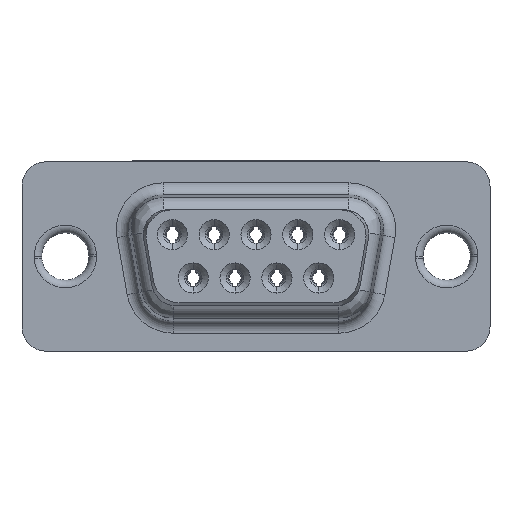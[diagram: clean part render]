
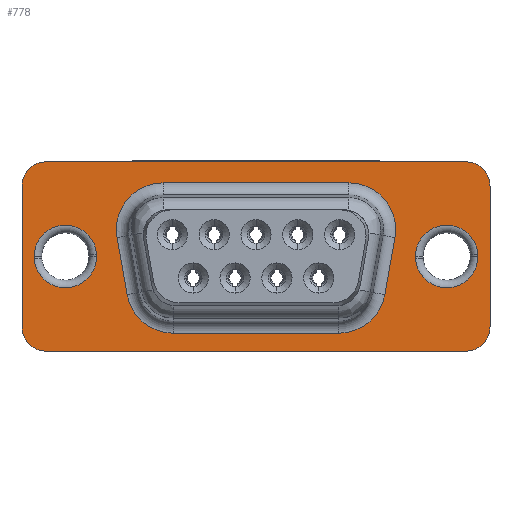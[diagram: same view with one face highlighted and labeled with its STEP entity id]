
A CAD part, top view. The second image highlights one B-rep face of the part: STEP entity #778.
In plain terms, the highlighted planar face has unit normal (0, 0, 1).
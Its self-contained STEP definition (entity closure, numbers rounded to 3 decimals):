
#778=ADVANCED_FACE('3843',(#3284,#3285,#3286,#3287),#3288,.F.);
#3284=FACE_OUTER_BOUND('',#7263,.T.);
#3285=FACE_BOUND('',#7264,.T.);
#3286=FACE_BOUND('',#7265,.T.);
#3287=FACE_BOUND('',#7266,.T.);
#3288=PLANE('',#7267);
#7263=EDGE_LOOP('',(#16080,#16081,#16082,#16083,#16084,#16085,#16086,#16087));
#7264=EDGE_LOOP('',(#16088,#16089,#16090,#16091,#16092,#16093,#16094,#16095));
#7265=EDGE_LOOP('',(#16096,#16097,#16098,#16099));
#7266=EDGE_LOOP('',(#16100,#16101,#16102,#16103));
#7267=AXIS2_PLACEMENT_3D('',#16104,#16105,#16106);
#16080=ORIENTED_EDGE('',*,*,#26723,.F.);
#16081=ORIENTED_EDGE('',*,*,#26726,.T.);
#16082=ORIENTED_EDGE('',*,*,#26729,.F.);
#16083=ORIENTED_EDGE('',*,*,#26675,.T.);
#16084=ORIENTED_EDGE('',*,*,#27019,.F.);
#16085=ORIENTED_EDGE('',*,*,#27020,.T.);
#16086=ORIENTED_EDGE('',*,*,#27021,.F.);
#16087=ORIENTED_EDGE('',*,*,#26712,.T.);
#16088=ORIENTED_EDGE('',*,*,#27022,.F.);
#16089=ORIENTED_EDGE('',*,*,#27023,.F.);
#16090=ORIENTED_EDGE('',*,*,#27024,.F.);
#16091=ORIENTED_EDGE('',*,*,#27025,.F.);
#16092=ORIENTED_EDGE('',*,*,#27026,.F.);
#16093=ORIENTED_EDGE('',*,*,#27027,.F.);
#16094=ORIENTED_EDGE('',*,*,#27028,.F.);
#16095=ORIENTED_EDGE('',*,*,#27029,.F.);
#16096=ORIENTED_EDGE('',*,*,#24742,.T.);
#16097=ORIENTED_EDGE('',*,*,#24475,.T.);
#16098=ORIENTED_EDGE('',*,*,#24740,.T.);
#16099=ORIENTED_EDGE('',*,*,#24479,.T.);
#16100=ORIENTED_EDGE('',*,*,#24630,.T.);
#16101=ORIENTED_EDGE('',*,*,#24627,.T.);
#16102=ORIENTED_EDGE('',*,*,#24744,.T.);
#16103=ORIENTED_EDGE('',*,*,#24471,.T.);
#16104=CARTESIAN_POINT('',(0.0,0.0,0.4));
#16105=DIRECTION('',(0.0,0.0,-1.0));
#16106=DIRECTION('',(0.0,-1.0,0.0));
#24471=EDGE_CURVE('5324',#28969,#28967,#28970,.T.);
#24475=EDGE_CURVE('5322',#28977,#28975,#28978,.T.);
#24479=EDGE_CURVE('5320',#28985,#28983,#28986,.T.);
#24627=EDGE_CURVE('5326',#29281,#29279,#29282,.T.);
#24630=EDGE_CURVE('5326',#28967,#29281,#29285,.T.);
#24740=EDGE_CURVE('5320',#28975,#28985,#29467,.T.);
#24742=EDGE_CURVE('5322',#28983,#28977,#29469,.T.);
#24744=EDGE_CURVE('5324',#29279,#28969,#29471,.T.);
#26675=EDGE_CURVE('5278',#32769,#32767,#32770,.T.);
#26712=EDGE_CURVE('5277',#32832,#32833,#32834,.T.);
#26723=EDGE_CURVE('5217',#32850,#32833,#32851,.T.);
#26726=EDGE_CURVE('5218',#32850,#32855,#32856,.T.);
#26729=EDGE_CURVE('5219',#32769,#32855,#32860,.T.);
#27019=EDGE_CURVE('5250',#33319,#32767,#33320,.T.);
#27020=EDGE_CURVE('5251',#33319,#33321,#33322,.T.);
#27021=EDGE_CURVE('5252',#32832,#33321,#33323,.T.);
#27022=EDGE_CURVE('5257',#33324,#33325,#33326,.T.);
#27023=EDGE_CURVE('5258',#33327,#33324,#33328,.T.);
#27024=EDGE_CURVE('5248',#33329,#33327,#33330,.T.);
#27025=EDGE_CURVE('5259',#33331,#33329,#33332,.T.);
#27026=EDGE_CURVE('5260',#33333,#33331,#33334,.T.);
#27027=EDGE_CURVE('5261',#33335,#33333,#33336,.T.);
#27028=EDGE_CURVE('5220',#33337,#33335,#33338,.T.);
#27029=EDGE_CURVE('5256',#33325,#33337,#33339,.T.);
#28967=VERTEX_POINT('',#36204);
#28969=VERTEX_POINT('',#36206);
#28970=CIRCLE('',#36207,2.051);
#28975=VERTEX_POINT('',#36212);
#28977=VERTEX_POINT('',#36214);
#28978=CIRCLE('',#36215,2.051);
#28983=VERTEX_POINT('',#36220);
#28985=VERTEX_POINT('',#36222);
#28986=CIRCLE('',#36223,2.051);
#29279=VERTEX_POINT('',#36714);
#29281=VERTEX_POINT('',#36716);
#29282=CIRCLE('',#36717,2.051);
#29285=CIRCLE('',#36720,2.051);
#29467=CIRCLE('',#37100,2.051);
#29469=CIRCLE('',#37102,2.051);
#29471=CIRCLE('',#37104,2.051);
#32767=VERTEX_POINT('',#46135);
#32769=VERTEX_POINT('',#46138);
#32770=LINE('',#46139,#46140);
#32832=VERTEX_POINT('',#46238);
#32833=VERTEX_POINT('',#46239);
#32834=LINE('',#46240,#46241);
#32850=VERTEX_POINT('',#46267);
#32851=CIRCLE('',#46268,1.6);
#32855=VERTEX_POINT('',#46273);
#32856=LINE('',#46274,#46275);
#32860=CIRCLE('',#46281,1.6);
#33319=VERTEX_POINT('',#47106);
#33320=CIRCLE('',#47107,1.6);
#33321=VERTEX_POINT('',#47108);
#33322=LINE('',#47109,#47110);
#33323=CIRCLE('',#47111,1.6);
#33324=VERTEX_POINT('',#47112);
#33325=VERTEX_POINT('',#47113);
#33326=LINE('',#47114,#47115);
#33327=VERTEX_POINT('',#47116);
#33328=CIRCLE('',#47117,3.057);
#33329=VERTEX_POINT('',#47118);
#33330=LINE('',#47119,#47120);
#33331=VERTEX_POINT('',#47121);
#33332=CIRCLE('',#47122,3.057);
#33333=VERTEX_POINT('',#47123);
#33334=LINE('',#47124,#47125);
#33335=VERTEX_POINT('',#47126);
#33336=CIRCLE('',#47127,3.057);
#33337=VERTEX_POINT('',#47128);
#33338=LINE('',#47129,#47130);
#33339=CIRCLE('',#47131,3.057);
#36204=CARTESIAN_POINT('',(14.546,0.0,0.4));
#36206=CARTESIAN_POINT('',(14.541,0.142,0.4));
#36207=AXIS2_PLACEMENT_3D('',#55459,#55460,#55461);
#36212=CARTESIAN_POINT('',(-14.546,0.0,0.4));
#36214=CARTESIAN_POINT('',(-14.541,-0.142,0.4));
#36215=AXIS2_PLACEMENT_3D('',#55471,#55472,#55473);
#36220=CARTESIAN_POINT('',(-10.444,0.0,0.4));
#36222=CARTESIAN_POINT('',(-10.449,0.142,0.4));
#36223=AXIS2_PLACEMENT_3D('',#55483,#55484,#55485);
#36714=CARTESIAN_POINT('',(10.444,0.0,0.4));
#36716=CARTESIAN_POINT('',(10.449,-0.142,0.4));
#36717=AXIS2_PLACEMENT_3D('',#55819,#55820,#55821);
#36720=AXIS2_PLACEMENT_3D('',#55828,#55829,#55830);
#37100=AXIS2_PLACEMENT_3D('',#56050,#56051,#56052);
#37102=AXIS2_PLACEMENT_3D('',#56056,#56057,#56058);
#37104=AXIS2_PLACEMENT_3D('',#56062,#56063,#56064);
#46135=CARTESIAN_POINT('',(13.735,-6.21,0.4));
#46138=CARTESIAN_POINT('',(-13.735,-6.21,0.4));
#46139=CARTESIAN_POINT('',(-13.735,-6.21,0.4));
#46140=VECTOR('',#59029,27.47);
#46238=CARTESIAN_POINT('',(13.735,6.21,0.4));
#46239=CARTESIAN_POINT('',(-13.735,6.21,0.4));
#46240=CARTESIAN_POINT('',(13.735,6.21,0.4));
#46241=VECTOR('',#59076,27.47);
#46267=CARTESIAN_POINT('',(-15.335,4.61,0.4));
#46268=AXIS2_PLACEMENT_3D('',#59087,#59088,#59089);
#46273=CARTESIAN_POINT('',(-15.335,-4.61,0.4));
#46274=CARTESIAN_POINT('',(-15.335,4.61,0.4));
#46275=VECTOR('',#59094,9.22);
#46281=AXIS2_PLACEMENT_3D('',#59097,#59098,#59099);
#47106=CARTESIAN_POINT('',(15.335,-4.61,0.4));
#47107=AXIS2_PLACEMENT_3D('',#59589,#59590,#59591);
#47108=CARTESIAN_POINT('',(15.335,4.61,0.4));
#47109=CARTESIAN_POINT('',(15.335,-4.61,0.4));
#47110=VECTOR('',#59592,9.22);
#47111=AXIS2_PLACEMENT_3D('',#59593,#59594,#59595);
#47112=CARTESIAN_POINT('',(6.095,4.827,0.4));
#47113=CARTESIAN_POINT('',(-6.095,4.827,0.4));
#47114=CARTESIAN_POINT('',(6.095,4.827,0.4));
#47115=VECTOR('',#59596,12.189);
#47116=CARTESIAN_POINT('',(9.105,1.239,0.4));
#47117=AXIS2_PLACEMENT_3D('',#59597,#59598,#59599);
#47118=CARTESIAN_POINT('',(8.446,-2.501,0.4));
#47119=CARTESIAN_POINT('',(8.446,-2.501,0.4));
#47120=VECTOR('',#59600,3.798);
#47121=CARTESIAN_POINT('',(5.435,-5.027,0.4));
#47122=AXIS2_PLACEMENT_3D('',#59601,#59602,#59603);
#47123=CARTESIAN_POINT('',(-5.435,-5.027,0.4));
#47124=CARTESIAN_POINT('',(-5.435,-5.027,0.4));
#47125=VECTOR('',#59604,10.87);
#47126=CARTESIAN_POINT('',(-8.446,-2.501,0.4));
#47127=AXIS2_PLACEMENT_3D('',#59605,#59606,#59607);
#47128=CARTESIAN_POINT('',(-9.105,1.239,0.4));
#47129=CARTESIAN_POINT('',(-9.105,1.239,0.4));
#47130=VECTOR('',#59608,3.798);
#47131=AXIS2_PLACEMENT_3D('',#59609,#59610,#59611);
#55459=CARTESIAN_POINT('',(12.495,0.0,0.4));
#55460=DIRECTION('',(0.0,0.0,-1.0));
#55461=DIRECTION('',(-1.0,0.0,0.0));
#55471=CARTESIAN_POINT('',(-12.495,0.0,0.4));
#55472=DIRECTION('',(0.0,0.0,-1.0));
#55473=DIRECTION('',(1.0,0.0,0.0));
#55483=CARTESIAN_POINT('',(-12.495,0.0,0.4));
#55484=DIRECTION('',(0.0,0.0,-1.0));
#55485=DIRECTION('',(-1.0,0.0,0.0));
#55819=CARTESIAN_POINT('',(12.495,0.0,0.4));
#55820=DIRECTION('',(0.0,0.0,-1.0));
#55821=DIRECTION('',(1.0,0.0,0.0));
#55828=CARTESIAN_POINT('',(12.495,0.0,0.4));
#55829=DIRECTION('',(0.0,0.0,-1.0));
#55830=DIRECTION('',(1.0,0.0,0.0));
#56050=CARTESIAN_POINT('',(-12.495,0.0,0.4));
#56051=DIRECTION('',(0.0,0.0,-1.0));
#56052=DIRECTION('',(-1.0,0.0,0.0));
#56056=CARTESIAN_POINT('',(-12.495,0.0,0.4));
#56057=DIRECTION('',(0.0,0.0,-1.0));
#56058=DIRECTION('',(1.0,0.0,0.0));
#56062=CARTESIAN_POINT('',(12.495,0.0,0.4));
#56063=DIRECTION('',(0.0,0.0,-1.0));
#56064=DIRECTION('',(-1.0,0.0,0.0));
#59029=DIRECTION('',(1.0,0.0,0.0));
#59076=DIRECTION('',(-1.0,0.0,0.0));
#59087=CARTESIAN_POINT('',(-13.735,4.61,0.4));
#59088=DIRECTION('',(0.0,0.0,-1.0));
#59089=DIRECTION('',(-1.0,0.0,0.0));
#59094=DIRECTION('',(0.0,-1.0,0.0));
#59097=CARTESIAN_POINT('',(-13.735,-4.61,0.4));
#59098=DIRECTION('',(0.0,0.0,-1.0));
#59099=DIRECTION('',(0.0,-1.0,0.0));
#59589=CARTESIAN_POINT('',(13.735,-4.61,0.4));
#59590=DIRECTION('',(0.0,0.0,-1.0));
#59591=DIRECTION('',(1.0,0.0,0.0));
#59592=DIRECTION('',(0.0,1.0,0.0));
#59593=CARTESIAN_POINT('',(13.735,4.61,0.4));
#59594=DIRECTION('',(0.0,0.0,-1.0));
#59595=DIRECTION('',(0.0,1.0,0.0));
#59596=DIRECTION('',(-1.0,0.,0.0));
#59597=CARTESIAN_POINT('',(6.095,1.77,0.4));
#59598=DIRECTION('',(0.0,0.0,1.0));
#59599=DIRECTION('',(0.985,-0.174,0.0));
#59600=DIRECTION('',(0.174,0.985,0.0));
#59601=CARTESIAN_POINT('',(5.435,-1.97,0.4));
#59602=DIRECTION('',(0.0,0.0,1.0));
#59603=DIRECTION('',(0.0,-1.0,0.0));
#59604=DIRECTION('',(1.0,0.,0.0));
#59605=CARTESIAN_POINT('',(-5.435,-1.97,0.4));
#59606=DIRECTION('',(0.0,0.0,1.0));
#59607=DIRECTION('',(-0.985,-0.174,0.0));
#59608=DIRECTION('',(0.174,-0.985,0.0));
#59609=CARTESIAN_POINT('',(-6.095,1.77,0.4));
#59610=DIRECTION('',(0.0,-0.0,1.0));
#59611=DIRECTION('',(0.0,1.0,0.0));
